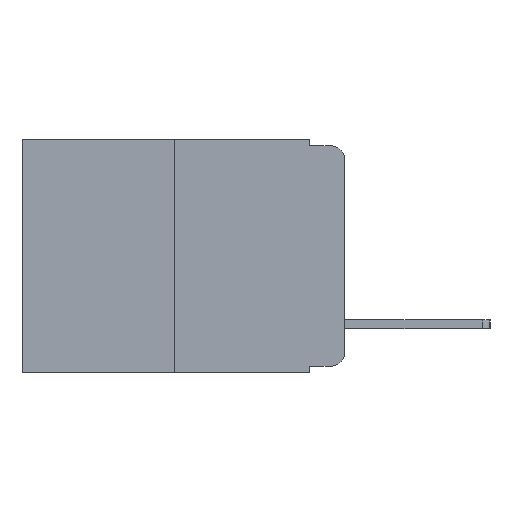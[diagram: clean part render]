
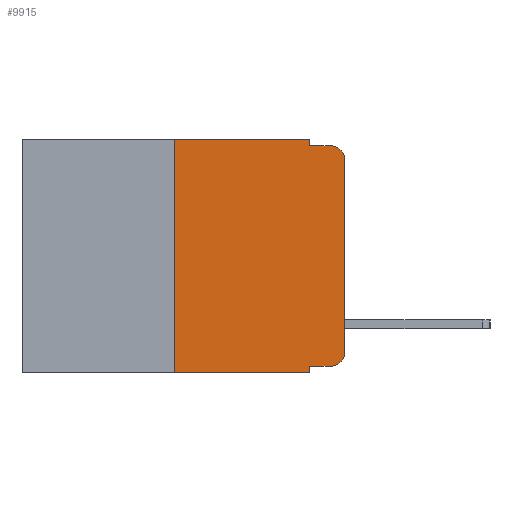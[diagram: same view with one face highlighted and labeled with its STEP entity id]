
A CAD part, left-side view. The second image highlights one B-rep face of the part: STEP entity #9915.
In plain terms, the highlighted planar face has unit normal (-1, 0, 0).
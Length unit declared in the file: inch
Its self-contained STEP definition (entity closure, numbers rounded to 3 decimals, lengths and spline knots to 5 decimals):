
#2 = DIRECTION ( 'NONE',  ( 0., 0., -1. ) ) ;
#117 = CARTESIAN_POINT ( 'NONE',  ( 0., 0.25, 0. ) ) ;
#239 = CARTESIAN_POINT ( 'NONE',  ( 0., 0.051, 0. ) ) ;
#474 = CARTESIAN_POINT ( 'NONE',  ( 0., 0.051, 0. ) ) ;
#735 = LINE ( 'NONE', #474, #14599 ) ;
#742 = ORIENTED_EDGE ( 'NONE', *, *, #9019, .T. ) ;
#1307 = DIRECTION ( 'NONE',  ( 1., 0., 0. ) ) ;
#1689 = EDGE_CURVE ( 'NONE', #11907, #14791, #17428, .T. ) ;
#2065 = VERTEX_POINT ( 'NONE', #19372 ) ;
#2501 = VERTEX_POINT ( 'NONE', #117 ) ;
#2659 = EDGE_CURVE ( 'NONE', #2501, #4247, #17385, .T. ) ;
#3109 = PLANE ( 'NONE',  #16584 ) ;
#3738 = EDGE_CURVE ( 'NONE', #14791, #15897, #17611, .T. ) ;
#3971 = ORIENTED_EDGE ( 'NONE', *, *, #18521, .F. ) ;
#4078 = CARTESIAN_POINT ( 'NONE',  ( 0., 0., -0.313 ) ) ;
#4113 = VECTOR ( 'NONE', #4139, 39.37008 ) ;
#4123 = DIRECTION ( 'NONE',  ( 0., 0., 1. ) ) ;
#4139 = DIRECTION ( 'NONE',  ( 0., -1., 0. ) ) ;
#4247 = VERTEX_POINT ( 'NONE', #14031 ) ;
#4262 = CARTESIAN_POINT ( 'NONE',  ( 0., 0.051, -0.333 ) ) ;
#4685 = CARTESIAN_POINT ( 'NONE',  ( 0., 0., 0. ) ) ;
#5026 = DIRECTION ( 'NONE',  ( 0., -1., 0. ) ) ;
#5558 = ORIENTED_EDGE ( 'NONE', *, *, #1689, .T. ) ;
#5864 = CIRCLE ( 'NONE', #9844, 0.02 ) ;
#5996 = ORIENTED_EDGE ( 'NONE', *, *, #11425, .F. ) ;
#6544 = ORIENTED_EDGE ( 'NONE', *, *, #10198, .F. ) ;
#6814 = CARTESIAN_POINT ( 'NONE',  ( 0., 0.473, 0. ) ) ;
#6839 = ORIENTED_EDGE ( 'NONE', *, *, #17340, .F. ) ;
#7328 = DIRECTION ( 'NONE',  ( 0., 0., -1. ) ) ;
#7487 = VERTEX_POINT ( 'NONE', #9647 ) ;
#7871 = VECTOR ( 'NONE', #8326, 39.37008 ) ;
#8181 = CARTESIAN_POINT ( 'NONE',  ( 0., 0.02, -0.01 ) ) ;
#8326 = DIRECTION ( 'NONE',  ( 0., -1., 0. ) ) ;
#8343 = LINE ( 'NONE', #23260, #21943 ) ;
#8907 = LINE ( 'NONE', #14850, #4113 ) ;
#9019 = EDGE_CURVE ( 'NONE', #13482, #11907, #8907, .T. ) ;
#9203 = EDGE_LOOP ( 'NONE', ( #20425, #17094, #3971, #6839, #17671, #5996, #10154, #6544, #742, #5558 ) ) ;
#9647 = CARTESIAN_POINT ( 'NONE',  ( 0., 0.051, -0.01 ) ) ;
#9844 = AXIS2_PLACEMENT_3D ( 'NONE', #21535, #10933, #2 ) ;
#9915 = ADVANCED_FACE ( 'NONE', ( #18602 ), #3109, .F. ) ;
#10154 = ORIENTED_EDGE ( 'NONE', *, *, #21215, .T. ) ;
#10198 = EDGE_CURVE ( 'NONE', #13482, #19225, #11959, .T. ) ;
#10933 = DIRECTION ( 'NONE',  ( -1., 0., 0. ) ) ;
#10952 = CARTESIAN_POINT ( 'NONE',  ( 0., 0.051, -0.343 ) ) ;
#11425 = EDGE_CURVE ( 'NONE', #2065, #2501, #8343, .T. ) ;
#11907 = VERTEX_POINT ( 'NONE', #21143 ) ;
#11959 = LINE ( 'NONE', #239, #12512 ) ;
#12512 = VECTOR ( 'NONE', #14705, 39.37008 ) ;
#12670 = DIRECTION ( 'NONE',  ( 0., 0., 1. ) ) ;
#12912 = VECTOR ( 'NONE', #4123, 39.37008 ) ;
#13162 = DIRECTION ( 'NONE',  ( 0., 0., -1. ) ) ;
#13482 = VERTEX_POINT ( 'NONE', #4262 ) ;
#13959 = DIRECTION ( 'NONE',  ( 0., 0., -1. ) ) ;
#13994 = CARTESIAN_POINT ( 'NONE',  ( 0., 0.473, -0.343 ) ) ;
#14031 = CARTESIAN_POINT ( 'NONE',  ( 0., 0.051, 0. ) ) ;
#14599 = VECTOR ( 'NONE', #13162, 39.37008 ) ;
#14677 = AXIS2_PLACEMENT_3D ( 'NONE', #22191, #20995, #7328 ) ;
#14705 = DIRECTION ( 'NONE',  ( 0., 0., -1. ) ) ;
#14760 = LINE ( 'NONE', #13994, #18341 ) ;
#14791 = VERTEX_POINT ( 'NONE', #4078 ) ;
#14850 = CARTESIAN_POINT ( 'NONE',  ( 0., 0.051, -0.333 ) ) ;
#15897 = VERTEX_POINT ( 'NONE', #19766 ) ;
#16584 = AXIS2_PLACEMENT_3D ( 'NONE', #6814, #1307, #13959 ) ;
#16759 = LINE ( 'NONE', #20725, #7871 ) ;
#17094 = ORIENTED_EDGE ( 'NONE', *, *, #19713, .T. ) ;
#17340 = EDGE_CURVE ( 'NONE', #4247, #7487, #735, .T. ) ;
#17385 = LINE ( 'NONE', #21107, #20432 ) ;
#17428 = CIRCLE ( 'NONE', #14677, 0.02 ) ;
#17611 = LINE ( 'NONE', #4685, #12912 ) ;
#17671 = ORIENTED_EDGE ( 'NONE', *, *, #2659, .F. ) ;
#18341 = VECTOR ( 'NONE', #5026, 39.37008 ) ;
#18521 = EDGE_CURVE ( 'NONE', #7487, #20020, #16759, .T. ) ;
#18602 = FACE_OUTER_BOUND ( 'NONE', #9203, .T. ) ;
#19225 = VERTEX_POINT ( 'NONE', #10952 ) ;
#19372 = CARTESIAN_POINT ( 'NONE',  ( 0., 0.25, -0.343 ) ) ;
#19713 = EDGE_CURVE ( 'NONE', #15897, #20020, #5864, .T. ) ;
#19766 = CARTESIAN_POINT ( 'NONE',  ( 0., 0., -0.03 ) ) ;
#20020 = VERTEX_POINT ( 'NONE', #8181 ) ;
#20425 = ORIENTED_EDGE ( 'NONE', *, *, #3738, .T. ) ;
#20432 = VECTOR ( 'NONE', #21563, 39.37008 ) ;
#20725 = CARTESIAN_POINT ( 'NONE',  ( 0., 0.051, -0.01 ) ) ;
#20995 = DIRECTION ( 'NONE',  ( -1., 0., 0. ) ) ;
#21107 = CARTESIAN_POINT ( 'NONE',  ( 0., 0.473, 0. ) ) ;
#21143 = CARTESIAN_POINT ( 'NONE',  ( 0., 0.02, -0.333 ) ) ;
#21215 = EDGE_CURVE ( 'NONE', #2065, #19225, #14760, .T. ) ;
#21535 = CARTESIAN_POINT ( 'NONE',  ( 0., 0.02, -0.03 ) ) ;
#21563 = DIRECTION ( 'NONE',  ( 0., -1., 0. ) ) ;
#21943 = VECTOR ( 'NONE', #12670, 39.37008 ) ;
#22191 = CARTESIAN_POINT ( 'NONE',  ( 0., 0.02, -0.313 ) ) ;
#23260 = CARTESIAN_POINT ( 'NONE',  ( 0., 0.25, 0. ) ) ;
